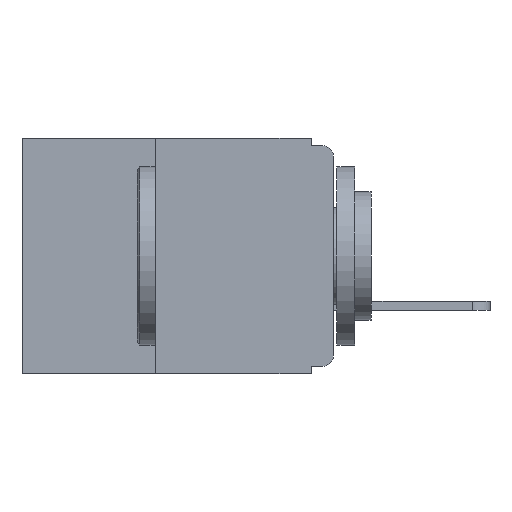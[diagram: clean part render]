
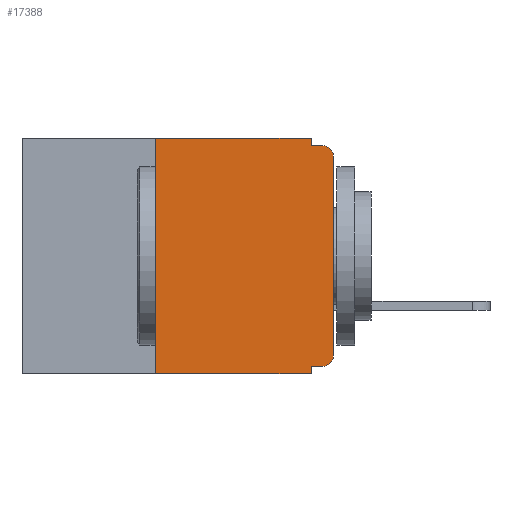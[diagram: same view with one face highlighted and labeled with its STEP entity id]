
A CAD part, left-side view. The second image highlights one B-rep face of the part: STEP entity #17388.
In plain terms, the highlighted planar face has unit normal (-1, 0, 0).
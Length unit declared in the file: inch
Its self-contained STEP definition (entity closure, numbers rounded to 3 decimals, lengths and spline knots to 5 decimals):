
#36 = DIRECTION ( 'NONE',  ( 0., -1., 0. ) ) ;
#442 = AXIS2_PLACEMENT_3D ( 'NONE', #21915, #10099, #23902 ) ;
#904 = ORIENTED_EDGE ( 'NONE', *, *, #11331, .F. ) ;
#907 = CARTESIAN_POINT ( 'NONE',  ( 0., 0., -0.025 ) ) ;
#1475 = CARTESIAN_POINT ( 'NONE',  ( 0., 0.25, 0. ) ) ;
#1703 = VERTEX_POINT ( 'NONE', #25238 ) ;
#1758 = CARTESIAN_POINT ( 'NONE',  ( 0., 0.015, -0.025 ) ) ;
#1832 = VERTEX_POINT ( 'NONE', #5997 ) ;
#1867 = EDGE_CURVE ( 'NONE', #12897, #1832, #17246, .T. ) ;
#2272 = VERTEX_POINT ( 'NONE', #3417 ) ;
#2388 = LINE ( 'NONE', #7786, #23323 ) ;
#2578 = CARTESIAN_POINT ( 'NONE',  ( 0., 0., -0.32 ) ) ;
#3417 = CARTESIAN_POINT ( 'NONE',  ( 0., 0.031, 0. ) ) ;
#3490 = ORIENTED_EDGE ( 'NONE', *, *, #17775, .T. ) ;
#3533 = DIRECTION ( 'NONE',  ( -1., 0., 0. ) ) ;
#3547 = VECTOR ( 'NONE', #10324, 39.37008 ) ;
#3693 = DIRECTION ( 'NONE',  ( 0., 0., -1. ) ) ;
#3796 = DIRECTION ( 'NONE',  ( 0., 0., 1. ) ) ;
#3843 = CARTESIAN_POINT ( 'NONE',  ( 0., 0., -0.305 ) ) ;
#4886 = VERTEX_POINT ( 'NONE', #1475 ) ;
#5201 = VERTEX_POINT ( 'NONE', #907 ) ;
#5997 = CARTESIAN_POINT ( 'NONE',  ( 0., 0.031, -0.33 ) ) ;
#6471 = AXIS2_PLACEMENT_3D ( 'NONE', #15338, #3533, #17307 ) ;
#6750 = CARTESIAN_POINT ( 'NONE',  ( 0., 0.437, -0.33 ) ) ;
#7536 = VERTEX_POINT ( 'NONE', #19420 ) ;
#7786 = CARTESIAN_POINT ( 'NONE',  ( 0., 0., -0.01 ) ) ;
#8106 = PLANE ( 'NONE',  #442 ) ;
#8195 = VERTEX_POINT ( 'NONE', #17948 ) ;
#8323 = CARTESIAN_POINT ( 'NONE',  ( 0., 0.437, 0. ) ) ;
#8740 = DIRECTION ( 'NONE',  ( 0., -1., 0. ) ) ;
#9052 = EDGE_CURVE ( 'NONE', #13273, #1703, #2388, .T. ) ;
#9489 = CARTESIAN_POINT ( 'NONE',  ( 0., 0.031, -0.33 ) ) ;
#9648 = VECTOR ( 'NONE', #23302, 39.37008 ) ;
#10099 = DIRECTION ( 'NONE',  ( 1., 0., 0. ) ) ;
#10324 = DIRECTION ( 'NONE',  ( 0., -1., 0. ) ) ;
#10637 = VECTOR ( 'NONE', #14349, 39.37008 ) ;
#10796 = VERTEX_POINT ( 'NONE', #3843 ) ;
#11243 = CIRCLE ( 'NONE', #16864, 0.015 ) ;
#11331 = EDGE_CURVE ( 'NONE', #2272, #13273, #25392, .T. ) ;
#11900 = ORIENTED_EDGE ( 'NONE', *, *, #16350, .T. ) ;
#11909 = VECTOR ( 'NONE', #8740, 39.37008 ) ;
#12021 = ORIENTED_EDGE ( 'NONE', *, *, #1867, .F. ) ;
#12279 = CIRCLE ( 'NONE', #6471, 0.015 ) ;
#12782 = EDGE_LOOP ( 'NONE', ( #14734, #11900, #25489, #904, #14469, #20905, #21874, #12021, #25370, #3490 ) ) ;
#12897 = VERTEX_POINT ( 'NONE', #24668 ) ;
#13235 = CARTESIAN_POINT ( 'NONE',  ( 0., 0.25, -0.33 ) ) ;
#13273 = VERTEX_POINT ( 'NONE', #13962 ) ;
#13368 = LINE ( 'NONE', #13604, #17983 ) ;
#13604 = CARTESIAN_POINT ( 'NONE',  ( 0., 0., 0. ) ) ;
#13962 = CARTESIAN_POINT ( 'NONE',  ( 0., 0.031, -0.01 ) ) ;
#14349 = DIRECTION ( 'NONE',  ( 0., 1., 0. ) ) ;
#14469 = ORIENTED_EDGE ( 'NONE', *, *, #23527, .F. ) ;
#14734 = ORIENTED_EDGE ( 'NONE', *, *, #25084, .T. ) ;
#14838 = EDGE_CURVE ( 'NONE', #7536, #1832, #22401, .T. ) ;
#15217 = DIRECTION ( 'NONE',  ( 0., 0., 1. ) ) ;
#15338 = CARTESIAN_POINT ( 'NONE',  ( 0., 0.015, -0.305 ) ) ;
#15362 = CARTESIAN_POINT ( 'NONE',  ( 0., 0.031, 0. ) ) ;
#15494 = DIRECTION ( 'NONE',  ( -1., 0., 0. ) ) ;
#16315 = FACE_OUTER_BOUND ( 'NONE', #12782, .T. ) ;
#16350 = EDGE_CURVE ( 'NONE', #5201, #1703, #11243, .T. ) ;
#16445 = VECTOR ( 'NONE', #15217, 39.37008 ) ;
#16630 = VECTOR ( 'NONE', #16996, 39.37008 ) ;
#16864 = AXIS2_PLACEMENT_3D ( 'NONE', #1758, #15494, #3693 ) ;
#16996 = DIRECTION ( 'NONE',  ( 0., 0., -1. ) ) ;
#17054 = LINE ( 'NONE', #13235, #16445 ) ;
#17246 = LINE ( 'NONE', #9489, #16630 ) ;
#17307 = DIRECTION ( 'NONE',  ( 0., 0., -1. ) ) ;
#17388 = ADVANCED_FACE ( 'NONE', ( #16315 ), #8106, .F. ) ;
#17775 = EDGE_CURVE ( 'NONE', #8195, #10796, #12279, .T. ) ;
#17948 = CARTESIAN_POINT ( 'NONE',  ( 0., 0.015, -0.32 ) ) ;
#17983 = VECTOR ( 'NONE', #3796, 39.37008 ) ;
#18029 = LINE ( 'NONE', #8323, #3547 ) ;
#19420 = CARTESIAN_POINT ( 'NONE',  ( 0., 0.25, -0.33 ) ) ;
#20905 = ORIENTED_EDGE ( 'NONE', *, *, #21239, .F. ) ;
#21120 = LINE ( 'NONE', #2578, #10637 ) ;
#21239 = EDGE_CURVE ( 'NONE', #7536, #4886, #17054, .T. ) ;
#21874 = ORIENTED_EDGE ( 'NONE', *, *, #14838, .T. ) ;
#21915 = CARTESIAN_POINT ( 'NONE',  ( 0., 0.437, 0. ) ) ;
#22401 = LINE ( 'NONE', #6750, #11909 ) ;
#23302 = DIRECTION ( 'NONE',  ( 0., 0., -1. ) ) ;
#23323 = VECTOR ( 'NONE', #36, 39.37008 ) ;
#23527 = EDGE_CURVE ( 'NONE', #4886, #2272, #18029, .T. ) ;
#23902 = DIRECTION ( 'NONE',  ( 0., 0., -1. ) ) ;
#24067 = EDGE_CURVE ( 'NONE', #8195, #12897, #21120, .T. ) ;
#24668 = CARTESIAN_POINT ( 'NONE',  ( 0., 0.031, -0.32 ) ) ;
#25084 = EDGE_CURVE ( 'NONE', #10796, #5201, #13368, .T. ) ;
#25238 = CARTESIAN_POINT ( 'NONE',  ( 0., 0.015, -0.01 ) ) ;
#25370 = ORIENTED_EDGE ( 'NONE', *, *, #24067, .F. ) ;
#25392 = LINE ( 'NONE', #15362, #9648 ) ;
#25489 = ORIENTED_EDGE ( 'NONE', *, *, #9052, .F. ) ;
